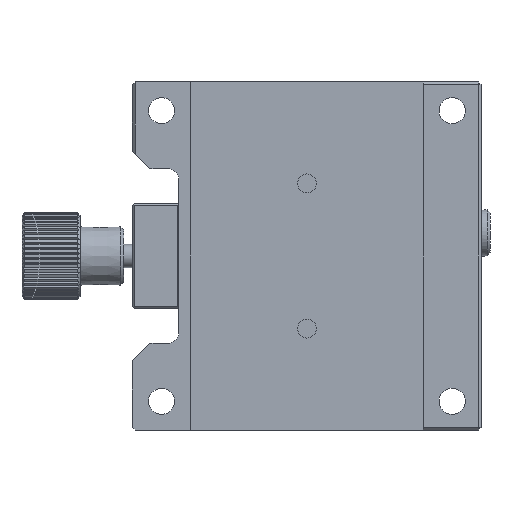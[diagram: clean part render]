
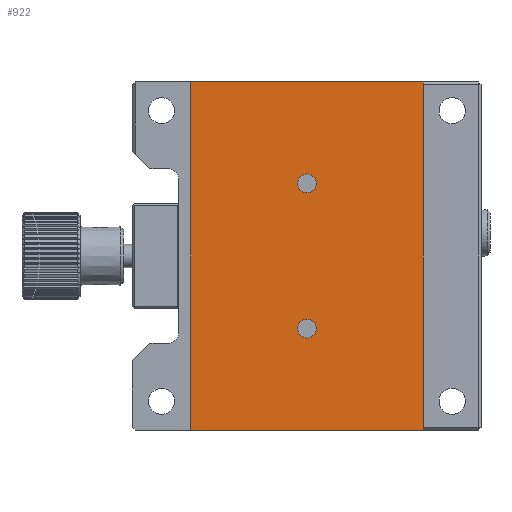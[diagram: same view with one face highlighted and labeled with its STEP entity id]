
A CAD part, front view. The second image highlights one B-rep face of the part: STEP entity #922.
In plain terms, the highlighted planar face has unit normal (0, -1, 0).
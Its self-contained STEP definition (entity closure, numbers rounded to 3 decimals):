
#114 = ORIENTED_EDGE ( 'NONE', *, *, #15130, .T. ) ;
#448 = EDGE_LOOP ( 'NONE', ( #13745, #9897, #10196, #801 ) ) ;
#646 = LINE ( 'NONE', #10541, #9646 ) ;
#801 = ORIENTED_EDGE ( 'NONE', *, *, #12402, .F. ) ;
#916 = VERTEX_POINT ( 'NONE', #15503 ) ;
#922 = ADVANCED_FACE ( 'NONE', ( #7513, #9906, #8719 ), #2549, .F. ) ;
#1175 = LINE ( 'NONE', #7605, #14982 ) ;
#1492 = VERTEX_POINT ( 'NONE', #15121 ) ;
#1674 = CARTESIAN_POINT ( 'NONE',  ( -20., -7.5, 0. ) ) ;
#1731 = AXIS2_PLACEMENT_3D ( 'NONE', #12933, #10379, #11827 ) ;
#2099 = EDGE_LOOP ( 'NONE', ( #114 ) ) ;
#2549 = PLANE ( 'NONE',  #8284 ) ;
#3171 = CARTESIAN_POINT ( 'NONE',  ( 20., -7.5, 30. ) ) ;
#3845 = DIRECTION ( 'NONE',  ( -1., 0., 0. ) ) ;
#4061 = DIRECTION ( 'NONE',  ( 0., 0., -1. ) ) ;
#4428 = CIRCLE ( 'NONE', #9297, 1.621 ) ;
#4949 = CARTESIAN_POINT ( 'NONE',  ( 0., -7.5, 0. ) ) ;
#5639 = EDGE_CURVE ( 'NONE', #916, #916, #4428, .T. ) ;
#6415 = LINE ( 'NONE', #8727, #9189 ) ;
#6557 = ORIENTED_EDGE ( 'NONE', *, *, #5639, .T. ) ;
#6642 = EDGE_CURVE ( 'NONE', #9942, #13435, #6415, .T. ) ;
#7513 = FACE_OUTER_BOUND ( 'NONE', #448, .T. ) ;
#7605 = CARTESIAN_POINT ( 'NONE',  ( 30., -7.5, -30. ) ) ;
#7941 = VECTOR ( 'NONE', #10228, 1000. ) ;
#8284 = AXIS2_PLACEMENT_3D ( 'NONE', #4949, #13657, #14768 ) ;
#8318 = EDGE_CURVE ( 'NONE', #9942, #9838, #646, .T. ) ;
#8719 = FACE_BOUND ( 'NONE', #2099, .T. ) ;
#8727 = CARTESIAN_POINT ( 'NONE',  ( -30., -7.5, 30. ) ) ;
#8816 = DIRECTION ( 'NONE',  ( 1., 0., 0. ) ) ;
#9023 = EDGE_CURVE ( 'NONE', #1492, #9838, #1175, .T. ) ;
#9073 = EDGE_LOOP ( 'NONE', ( #6557 ) ) ;
#9139 = CIRCLE ( 'NONE', #1731, 1.621 ) ;
#9189 = VECTOR ( 'NONE', #3845, 1000. ) ;
#9278 = VERTEX_POINT ( 'NONE', #11830 ) ;
#9297 = AXIS2_PLACEMENT_3D ( 'NONE', #15264, #11613, #10497 ) ;
#9646 = VECTOR ( 'NONE', #4061, 1000. ) ;
#9838 = VERTEX_POINT ( 'NONE', #12998 ) ;
#9897 = ORIENTED_EDGE ( 'NONE', *, *, #8318, .F. ) ;
#9906 = FACE_BOUND ( 'NONE', #9073, .T. ) ;
#9942 = VERTEX_POINT ( 'NONE', #3171 ) ;
#10196 = ORIENTED_EDGE ( 'NONE', *, *, #6642, .T. ) ;
#10228 = DIRECTION ( 'NONE',  ( 0., 0., 1. ) ) ;
#10379 = DIRECTION ( 'NONE',  ( 0., 1., 0. ) ) ;
#10497 = DIRECTION ( 'NONE',  ( 0., 0., -1. ) ) ;
#10541 = CARTESIAN_POINT ( 'NONE',  ( 20., -7.5, 0. ) ) ;
#11279 = LINE ( 'NONE', #1674, #7941 ) ;
#11613 = DIRECTION ( 'NONE',  ( 0., 1., 0. ) ) ;
#11827 = DIRECTION ( 'NONE',  ( 0., 0., -1. ) ) ;
#11830 = CARTESIAN_POINT ( 'NONE',  ( 0., -7.5, -14.121 ) ) ;
#12402 = EDGE_CURVE ( 'NONE', #1492, #13435, #11279, .T. ) ;
#12933 = CARTESIAN_POINT ( 'NONE',  ( 0., -7.5, -12.5 ) ) ;
#12998 = CARTESIAN_POINT ( 'NONE',  ( 20., -7.5, -30. ) ) ;
#13435 = VERTEX_POINT ( 'NONE', #14864 ) ;
#13657 = DIRECTION ( 'NONE',  ( 0., 1., 0. ) ) ;
#13745 = ORIENTED_EDGE ( 'NONE', *, *, #9023, .T. ) ;
#14768 = DIRECTION ( 'NONE',  ( 0., 0., 1. ) ) ;
#14864 = CARTESIAN_POINT ( 'NONE',  ( -20., -7.5, 30. ) ) ;
#14982 = VECTOR ( 'NONE', #8816, 1000. ) ;
#15121 = CARTESIAN_POINT ( 'NONE',  ( -20., -7.5, -30. ) ) ;
#15130 = EDGE_CURVE ( 'NONE', #9278, #9278, #9139, .T. ) ;
#15264 = CARTESIAN_POINT ( 'NONE',  ( 0., -7.5, 12.5 ) ) ;
#15503 = CARTESIAN_POINT ( 'NONE',  ( 0., -7.5, 10.879 ) ) ;
